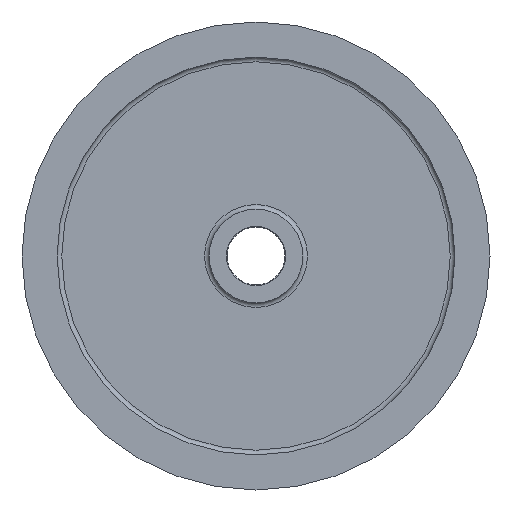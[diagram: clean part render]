
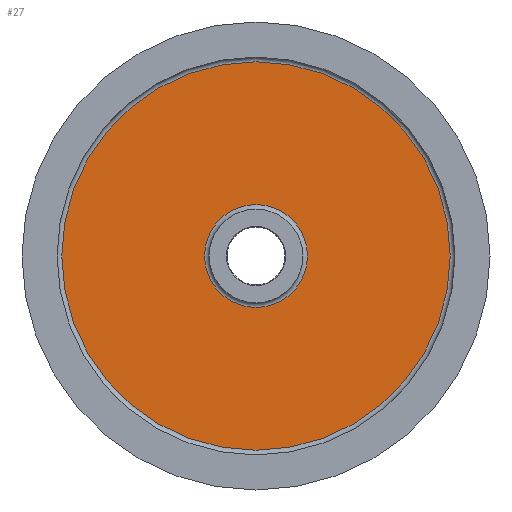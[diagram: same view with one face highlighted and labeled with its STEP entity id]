
A CAD part, left-side view. The second image highlights one B-rep face of the part: STEP entity #27.
In plain terms, the highlighted planar face has unit normal (-1, 0, 0).
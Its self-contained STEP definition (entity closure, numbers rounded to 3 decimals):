
#6 = CIRCLE ( 'NONE', #505, 33. ) ;
#27 = ADVANCED_FACE ( 'NONE', ( #337, #478 ), #105, .F. ) ;
#57 = CARTESIAN_POINT ( 'NONE',  ( -3.5, 30., 0. ) ) ;
#105 = PLANE ( 'NONE',  #370 ) ;
#120 = CARTESIAN_POINT ( 'NONE',  ( -3.5, 0., 0. ) ) ;
#156 = DIRECTION ( 'NONE',  ( 1., 0., 0. ) ) ;
#190 = CARTESIAN_POINT ( 'NONE',  ( -3.5, 0., -33. ) ) ;
#203 = DIRECTION ( 'NONE',  ( 1., 0., 0. ) ) ;
#220 = CARTESIAN_POINT ( 'NONE',  ( -3.5, 0., 0. ) ) ;
#276 = EDGE_LOOP ( 'NONE', ( #314 ) ) ;
#293 = EDGE_CURVE ( 'NONE', #333, #333, #6, .T. ) ;
#298 = DIRECTION ( 'NONE',  ( 0., 0., -1. ) ) ;
#308 = DIRECTION ( 'NONE',  ( 0., 0., -1. ) ) ;
#314 = ORIENTED_EDGE ( 'NONE', *, *, #448, .T. ) ;
#316 = AXIS2_PLACEMENT_3D ( 'NONE', #220, #512, #455 ) ;
#330 = CARTESIAN_POINT ( 'NONE',  ( -3.5, 0., -124.5 ) ) ;
#333 = VERTEX_POINT ( 'NONE', #190 ) ;
#337 = FACE_OUTER_BOUND ( 'NONE', #276, .T. ) ;
#338 = VERTEX_POINT ( 'NONE', #330 ) ;
#355 = EDGE_LOOP ( 'NONE', ( #451 ) ) ;
#370 = AXIS2_PLACEMENT_3D ( 'NONE', #57, #203, #298 ) ;
#448 = EDGE_CURVE ( 'NONE', #338, #338, #584, .T. ) ;
#451 = ORIENTED_EDGE ( 'NONE', *, *, #293, .T. ) ;
#455 = DIRECTION ( 'NONE',  ( 0., 0., -1. ) ) ;
#478 = FACE_BOUND ( 'NONE', #355, .T. ) ;
#505 = AXIS2_PLACEMENT_3D ( 'NONE', #120, #156, #308 ) ;
#512 = DIRECTION ( 'NONE',  ( -1., 0., 0. ) ) ;
#584 = CIRCLE ( 'NONE', #316, 124.5 ) ;
